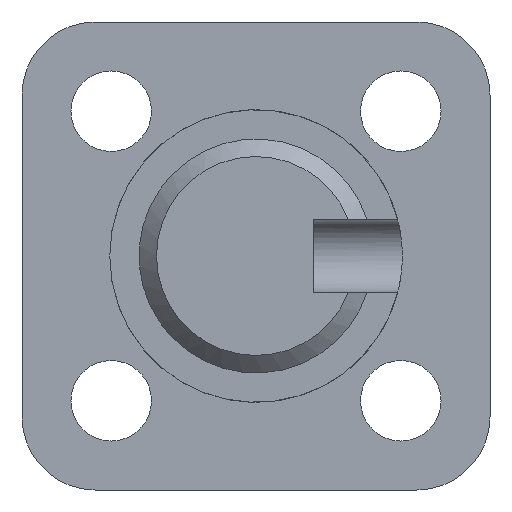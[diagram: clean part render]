
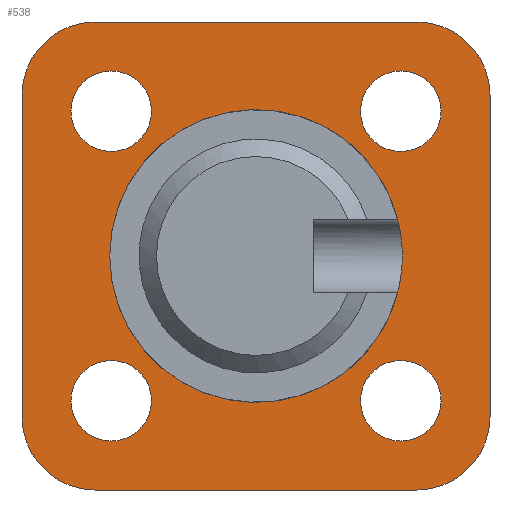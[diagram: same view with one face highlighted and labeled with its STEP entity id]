
A CAD part, left-side view. The second image highlights one B-rep face of the part: STEP entity #538.
In plain terms, the highlighted planar face has unit normal (-1, 0, 0).
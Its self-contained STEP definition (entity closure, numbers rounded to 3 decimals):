
#2=CARTESIAN_POINT('',(0.,11.,-11.));
#3=DIRECTION('',(1.,0.,0.));
#4=DIRECTION('',(0.,0.,-1.));
#5=AXIS2_PLACEMENT_3D('',#2,#3,#4);
#7=DIRECTION('',(0.,0.,1.));
#8=VECTOR('',#7,22.);
#9=CARTESIAN_POINT('',(0.,16.,-11.));
#10=LINE('',#9,#8);
#11=CARTESIAN_POINT('',(0.,11.,11.));
#12=DIRECTION('',(1.,0.,0.));
#13=DIRECTION('',(0.,1.,0.));
#14=AXIS2_PLACEMENT_3D('',#11,#12,#13);
#16=DIRECTION('',(0.,-1.,0.));
#17=VECTOR('',#16,22.);
#18=CARTESIAN_POINT('',(0.,11.,16.));
#19=LINE('',#18,#17);
#20=CARTESIAN_POINT('',(0.,-11.,11.));
#21=DIRECTION('',(1.,0.,0.));
#22=DIRECTION('',(0.,0.,1.));
#23=AXIS2_PLACEMENT_3D('',#20,#21,#22);
#25=DIRECTION('',(0.,0.,-1.));
#26=VECTOR('',#25,22.);
#27=CARTESIAN_POINT('',(0.,-16.,11.));
#28=LINE('',#27,#26);
#29=CARTESIAN_POINT('',(0.,-11.,-11.));
#30=DIRECTION('',(1.,0.,0.));
#31=DIRECTION('',(0.,-1.,0.));
#32=AXIS2_PLACEMENT_3D('',#29,#30,#31);
#34=DIRECTION('',(0.,1.,0.));
#35=VECTOR('',#34,22.);
#36=CARTESIAN_POINT('',(0.,-11.,-16.));
#37=LINE('',#36,#35);
#38=CARTESIAN_POINT('',(0.,-9.9,9.9));
#39=DIRECTION('',(-1.,0.,0.));
#40=DIRECTION('',(0.,-1.,0.));
#41=AXIS2_PLACEMENT_3D('',#38,#39,#40);
#43=CARTESIAN_POINT('',(0.,-9.9,9.9));
#44=DIRECTION('',(-1.,0.,0.));
#45=DIRECTION('',(0.,1.,0.));
#46=AXIS2_PLACEMENT_3D('',#43,#44,#45);
#48=CARTESIAN_POINT('',(0.,9.9,9.9));
#49=DIRECTION('',(-1.,0.,0.));
#50=DIRECTION('',(0.,-1.,0.));
#51=AXIS2_PLACEMENT_3D('',#48,#49,#50);
#53=CARTESIAN_POINT('',(0.,9.9,9.9));
#54=DIRECTION('',(-1.,0.,0.));
#55=DIRECTION('',(0.,1.,0.));
#56=AXIS2_PLACEMENT_3D('',#53,#54,#55);
#58=CARTESIAN_POINT('',(0.,-9.9,-9.9));
#59=DIRECTION('',(-1.,0.,0.));
#60=DIRECTION('',(0.,-1.,0.));
#61=AXIS2_PLACEMENT_3D('',#58,#59,#60);
#63=CARTESIAN_POINT('',(0.,-9.9,-9.9));
#64=DIRECTION('',(-1.,0.,0.));
#65=DIRECTION('',(0.,1.,0.));
#66=AXIS2_PLACEMENT_3D('',#63,#64,#65);
#68=CARTESIAN_POINT('',(0.,9.9,-9.9));
#69=DIRECTION('',(-1.,0.,0.));
#70=DIRECTION('',(0.,-1.,0.));
#71=AXIS2_PLACEMENT_3D('',#68,#69,#70);
#73=CARTESIAN_POINT('',(0.,9.9,-9.9));
#74=DIRECTION('',(-1.,0.,0.));
#75=DIRECTION('',(0.,1.,0.));
#76=AXIS2_PLACEMENT_3D('',#73,#74,#75);
#78=CARTESIAN_POINT('',(0.,0.,0.));
#79=DIRECTION('',(-1.,0.,0.));
#80=DIRECTION('',(0.,1.,0.));
#81=AXIS2_PLACEMENT_3D('',#78,#79,#80);
#83=CARTESIAN_POINT('',(0.,0.,0.));
#84=DIRECTION('',(-1.,0.,0.));
#85=DIRECTION('',(0.,-1.,0.));
#86=AXIS2_PLACEMENT_3D('',#83,#84,#85);
#382=CARTESIAN_POINT('',(0.,11.,-16.));
#383=CARTESIAN_POINT('',(0.,16.,-11.));
#384=VERTEX_POINT('',#382);
#385=VERTEX_POINT('',#383);
#386=CARTESIAN_POINT('',(0.,16.,11.));
#387=VERTEX_POINT('',#386);
#388=CARTESIAN_POINT('',(0.,11.,16.));
#389=VERTEX_POINT('',#388);
#390=CARTESIAN_POINT('',(0.,-11.,16.));
#391=VERTEX_POINT('',#390);
#392=CARTESIAN_POINT('',(0.,-16.,11.));
#393=VERTEX_POINT('',#392);
#394=CARTESIAN_POINT('',(0.,-16.,-11.));
#395=VERTEX_POINT('',#394);
#396=CARTESIAN_POINT('',(0.,-11.,-16.));
#397=VERTEX_POINT('',#396);
#414=CARTESIAN_POINT('',(0.,-12.65,9.9));
#415=CARTESIAN_POINT('',(0.,-7.15,9.9));
#416=VERTEX_POINT('',#414);
#417=VERTEX_POINT('',#415);
#422=CARTESIAN_POINT('',(0.,7.15,9.9));
#423=CARTESIAN_POINT('',(0.,12.65,9.9));
#424=VERTEX_POINT('',#422);
#425=VERTEX_POINT('',#423);
#430=CARTESIAN_POINT('',(0.,-12.65,-9.9));
#431=CARTESIAN_POINT('',(0.,-7.15,-9.9));
#432=VERTEX_POINT('',#430);
#433=VERTEX_POINT('',#431);
#438=CARTESIAN_POINT('',(0.,7.15,-9.9));
#439=CARTESIAN_POINT('',(0.,12.65,-9.9));
#440=VERTEX_POINT('',#438);
#441=VERTEX_POINT('',#439);
#446=CARTESIAN_POINT('',(0.,10.,0.));
#447=CARTESIAN_POINT('',(0.,-10.,0.));
#448=VERTEX_POINT('',#446);
#449=VERTEX_POINT('',#447);
#485=CARTESIAN_POINT('',(0.,0.,0.));
#486=DIRECTION('',(1.,0.,0.));
#487=DIRECTION('',(0.,-1.,0.));
#488=AXIS2_PLACEMENT_3D('',#485,#486,#487);
#489=PLANE('',#488);
#491=ORIENTED_EDGE('',*,*,#490,.T.);
#493=ORIENTED_EDGE('',*,*,#492,.T.);
#495=ORIENTED_EDGE('',*,*,#494,.T.);
#497=ORIENTED_EDGE('',*,*,#496,.T.);
#499=ORIENTED_EDGE('',*,*,#498,.T.);
#501=ORIENTED_EDGE('',*,*,#500,.T.);
#503=ORIENTED_EDGE('',*,*,#502,.T.);
#505=ORIENTED_EDGE('',*,*,#504,.T.);
#506=EDGE_LOOP('',(#491,#493,#495,#497,#499,#501,#503,#505));
#507=FACE_OUTER_BOUND('',#506,.F.);
#509=ORIENTED_EDGE('',*,*,#508,.T.);
#511=ORIENTED_EDGE('',*,*,#510,.T.);
#512=EDGE_LOOP('',(#509,#511));
#513=FACE_BOUND('',#512,.F.);
#515=ORIENTED_EDGE('',*,*,#514,.T.);
#517=ORIENTED_EDGE('',*,*,#516,.T.);
#518=EDGE_LOOP('',(#515,#517));
#519=FACE_BOUND('',#518,.F.);
#521=ORIENTED_EDGE('',*,*,#520,.T.);
#523=ORIENTED_EDGE('',*,*,#522,.T.);
#524=EDGE_LOOP('',(#521,#523));
#525=FACE_BOUND('',#524,.F.);
#527=ORIENTED_EDGE('',*,*,#526,.T.);
#529=ORIENTED_EDGE('',*,*,#528,.T.);
#530=EDGE_LOOP('',(#527,#529));
#531=FACE_BOUND('',#530,.F.);
#533=ORIENTED_EDGE('',*,*,#532,.T.);
#535=ORIENTED_EDGE('',*,*,#534,.T.);
#536=EDGE_LOOP('',(#533,#535));
#537=FACE_BOUND('',#536,.F.);
#538=ADVANCED_FACE('',(#507,#513,#519,#525,#531,#537),#489,.F.);
#6=CIRCLE('',#5,5.);
#15=CIRCLE('',#14,5.);
#24=CIRCLE('',#23,5.);
#33=CIRCLE('',#32,5.);
#42=CIRCLE('',#41,2.75);
#47=CIRCLE('',#46,2.75);
#52=CIRCLE('',#51,2.75);
#57=CIRCLE('',#56,2.75);
#62=CIRCLE('',#61,2.75);
#67=CIRCLE('',#66,2.75);
#72=CIRCLE('',#71,2.75);
#77=CIRCLE('',#76,2.75);
#82=CIRCLE('',#81,10.);
#87=CIRCLE('',#86,10.);
#490=EDGE_CURVE('',#384,#385,#6,.T.);
#492=EDGE_CURVE('',#385,#387,#10,.T.);
#494=EDGE_CURVE('',#387,#389,#15,.T.);
#496=EDGE_CURVE('',#389,#391,#19,.T.);
#498=EDGE_CURVE('',#391,#393,#24,.T.);
#500=EDGE_CURVE('',#393,#395,#28,.T.);
#502=EDGE_CURVE('',#395,#397,#33,.T.);
#504=EDGE_CURVE('',#397,#384,#37,.T.);
#508=EDGE_CURVE('',#416,#417,#42,.T.);
#510=EDGE_CURVE('',#417,#416,#47,.T.);
#514=EDGE_CURVE('',#424,#425,#52,.T.);
#516=EDGE_CURVE('',#425,#424,#57,.T.);
#520=EDGE_CURVE('',#432,#433,#62,.T.);
#522=EDGE_CURVE('',#433,#432,#67,.T.);
#526=EDGE_CURVE('',#440,#441,#72,.T.);
#528=EDGE_CURVE('',#441,#440,#77,.T.);
#532=EDGE_CURVE('',#448,#449,#82,.T.);
#534=EDGE_CURVE('',#449,#448,#87,.T.);
